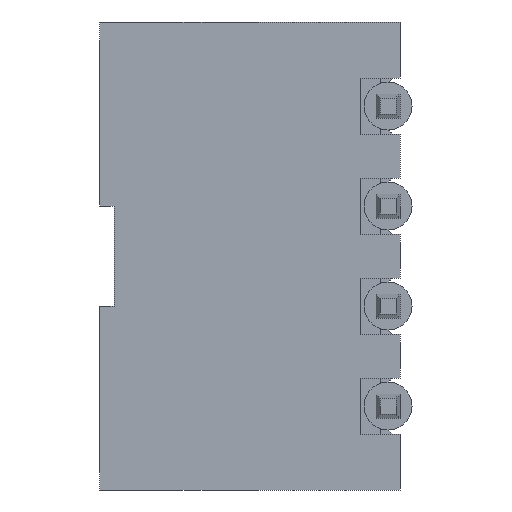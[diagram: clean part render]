
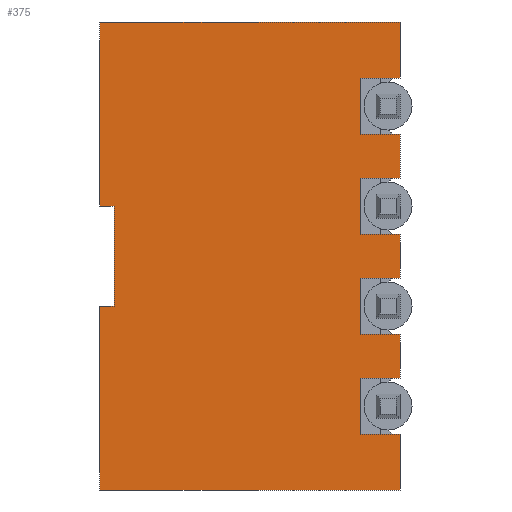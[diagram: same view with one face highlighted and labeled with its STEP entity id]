
A CAD part, front view. The second image highlights one B-rep face of the part: STEP entity #375.
In plain terms, the highlighted planar face has unit normal (0, -1, 0).
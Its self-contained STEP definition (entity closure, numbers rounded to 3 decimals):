
#375=ADVANCED_FACE('',(#964),#965,.T.);
#964=FACE_OUTER_BOUND('',#1766,.T.);
#965=PLANE('',#1767);
#1766=EDGE_LOOP('',(#2987,#2988,#2989,#2990,#2991,#2992,#2993,#2994,#2995,#2996,#2997,#2998,#2999,#3000,#3001,#3002,#3003,#3004,#3005,#3006,#3007,#3008,#3009,#3010));
#1767=AXIS2_PLACEMENT_3D('',#3011,#3012,#3013);
#2987=ORIENTED_EDGE('',*,*,#5145,.F.);
#2988=ORIENTED_EDGE('',*,*,#5146,.T.);
#2989=ORIENTED_EDGE('',*,*,#5147,.F.);
#2990=ORIENTED_EDGE('',*,*,#5148,.F.);
#2991=ORIENTED_EDGE('',*,*,#5149,.F.);
#2992=ORIENTED_EDGE('',*,*,#5150,.F.);
#2993=ORIENTED_EDGE('',*,*,#5151,.T.);
#2994=ORIENTED_EDGE('',*,*,#4868,.T.);
#2995=ORIENTED_EDGE('',*,*,#5152,.T.);
#2996=ORIENTED_EDGE('',*,*,#5153,.F.);
#2997=ORIENTED_EDGE('',*,*,#5154,.T.);
#2998=ORIENTED_EDGE('',*,*,#4864,.T.);
#2999=ORIENTED_EDGE('',*,*,#5155,.T.);
#3000=ORIENTED_EDGE('',*,*,#5156,.F.);
#3001=ORIENTED_EDGE('',*,*,#5157,.T.);
#3002=ORIENTED_EDGE('',*,*,#4878,.T.);
#3003=ORIENTED_EDGE('',*,*,#5158,.T.);
#3004=ORIENTED_EDGE('',*,*,#5159,.F.);
#3005=ORIENTED_EDGE('',*,*,#5160,.T.);
#3006=ORIENTED_EDGE('',*,*,#4874,.T.);
#3007=ORIENTED_EDGE('',*,*,#4810,.T.);
#3008=ORIENTED_EDGE('',*,*,#4824,.F.);
#3009=ORIENTED_EDGE('',*,*,#4953,.F.);
#3010=ORIENTED_EDGE('',*,*,#4989,.F.);
#3011=CARTESIAN_POINT('',(1.891,0.0,-18.237));
#3012=DIRECTION('',(0.0,-1.0,0.0));
#3013=DIRECTION('',(0.0,0.0,-1.0));
#4810=EDGE_CURVE('',#5755,#5756,#5757,.T.);
#4824=EDGE_CURVE('',#5779,#5756,#5781,.T.);
#4864=EDGE_CURVE('',#5848,#5849,#5850,.T.);
#4868=EDGE_CURVE('',#5857,#5855,#5858,.T.);
#4874=EDGE_CURVE('',#5867,#5755,#5868,.T.);
#4878=EDGE_CURVE('',#5875,#5873,#5876,.T.);
#4953=EDGE_CURVE('',#5997,#5779,#5998,.T.);
#4989=EDGE_CURVE('',#6060,#5997,#6062,.T.);
#5145=EDGE_CURVE('',#6325,#6060,#6326,.T.);
#5146=EDGE_CURVE('',#6325,#6327,#6328,.T.);
#5147=EDGE_CURVE('',#6329,#6327,#6330,.T.);
#5148=EDGE_CURVE('',#6331,#6329,#6332,.T.);
#5149=EDGE_CURVE('',#6333,#6331,#6334,.T.);
#5150=EDGE_CURVE('',#6335,#6333,#6336,.T.);
#5151=EDGE_CURVE('',#6335,#5857,#6337,.T.);
#5152=EDGE_CURVE('',#5855,#6338,#6339,.T.);
#5153=EDGE_CURVE('',#6340,#6338,#6341,.T.);
#5154=EDGE_CURVE('',#6340,#5848,#6342,.T.);
#5155=EDGE_CURVE('',#5849,#6343,#6344,.T.);
#5156=EDGE_CURVE('',#6345,#6343,#6346,.T.);
#5157=EDGE_CURVE('',#6345,#5875,#6347,.T.);
#5158=EDGE_CURVE('',#5873,#6348,#6349,.T.);
#5159=EDGE_CURVE('',#6350,#6348,#6351,.T.);
#5160=EDGE_CURVE('',#6350,#5867,#6352,.T.);
#5755=VERTEX_POINT('',#7154);
#5756=VERTEX_POINT('',#7155);
#5757=LINE('',#7156,#7157);
#5779=VERTEX_POINT('',#7189);
#5781=LINE('',#7192,#7193);
#5848=VERTEX_POINT('',#7293);
#5849=VERTEX_POINT('',#7294);
#5850=LINE('',#7295,#7296);
#5855=VERTEX_POINT('',#7303);
#5857=VERTEX_POINT('',#7306);
#5858=LINE('',#7307,#7308);
#5867=VERTEX_POINT('',#7322);
#5868=LINE('',#7323,#7324);
#5873=VERTEX_POINT('',#7331);
#5875=VERTEX_POINT('',#7334);
#5876=LINE('',#7335,#7336);
#5997=VERTEX_POINT('',#7517);
#5998=LINE('',#7518,#7519);
#6060=VERTEX_POINT('',#7622);
#6062=LINE('',#7625,#7626);
#6325=VERTEX_POINT('',#8012);
#6326=LINE('',#8013,#8014);
#6327=VERTEX_POINT('',#8015);
#6328=LINE('',#8016,#8017);
#6329=VERTEX_POINT('',#8018);
#6330=LINE('',#8019,#8020);
#6331=VERTEX_POINT('',#8021);
#6332=LINE('',#8022,#8023);
#6333=VERTEX_POINT('',#8024);
#6334=LINE('',#8025,#8026);
#6335=VERTEX_POINT('',#8027);
#6336=LINE('',#8028,#8029);
#6337=LINE('',#8030,#8031);
#6338=VERTEX_POINT('',#8032);
#6339=LINE('',#8033,#8034);
#6340=VERTEX_POINT('',#8035);
#6341=LINE('',#8036,#8037);
#6342=LINE('',#8038,#8039);
#6343=VERTEX_POINT('',#8040);
#6344=LINE('',#8041,#8042);
#6345=VERTEX_POINT('',#8043);
#6346=LINE('',#8044,#8045);
#6347=LINE('',#8046,#8047);
#6348=VERTEX_POINT('',#8048);
#6349=LINE('',#8049,#8050);
#6350=VERTEX_POINT('',#8051);
#6351=LINE('',#8052,#8053);
#6352=LINE('',#8054,#8055);
#7154=CARTESIAN_POINT('',(6.5,0.0,-1.4));
#7155=CARTESIAN_POINT('',(7.5,0.0,-1.4));
#7156=CARTESIAN_POINT('',(0.0,0.0,-1.4));
#7157=VECTOR('',#9212,1.0);
#7189=CARTESIAN_POINT('',(7.5,0.0,0.0));
#7192=CARTESIAN_POINT('',(7.5,0.0,-5.684));
#7193=VECTOR('',#9224,1.0);
#7293=CARTESIAN_POINT('',(6.5,0.0,-7.8));
#7294=CARTESIAN_POINT('',(6.5,0.0,-6.4));
#7295=CARTESIAN_POINT('',(6.5,0.0,-8.184));
#7296=VECTOR('',#9258,1.0);
#7303=CARTESIAN_POINT('',(6.5,0.0,-8.9));
#7306=CARTESIAN_POINT('',(6.5,0.0,-10.3));
#7307=CARTESIAN_POINT('',(6.5,0.0,-10.684));
#7308=VECTOR('',#9262,1.0);
#7322=CARTESIAN_POINT('',(6.5,0.0,-2.8));
#7323=CARTESIAN_POINT('',(6.5,0.0,-5.684));
#7324=VECTOR('',#9268,1.0);
#7331=CARTESIAN_POINT('',(6.5,0.0,-3.9));
#7334=CARTESIAN_POINT('',(6.5,0.0,-5.3));
#7335=CARTESIAN_POINT('',(6.5,0.0,-5.684));
#7336=VECTOR('',#9272,1.0);
#7517=CARTESIAN_POINT('',(0.0,0.0,0.0));
#7518=CARTESIAN_POINT('',(0.0,0.0,0.0));
#7519=VECTOR('',#9333,1.0);
#7622=CARTESIAN_POINT('',(0.0,0.0,-4.6));
#7625=CARTESIAN_POINT('',(0.0,0.0,-5.684));
#7626=VECTOR('',#9367,1.0);
#8012=CARTESIAN_POINT('',(0.35,0.0,-4.6));
#8013=CARTESIAN_POINT('',(0.0,0.0,-4.6));
#8014=VECTOR('',#9545,1.0);
#8015=CARTESIAN_POINT('',(0.35,0.0,-7.1));
#8016=CARTESIAN_POINT('',(0.35,0.0,-5.684));
#8017=VECTOR('',#9546,1.0);
#8018=CARTESIAN_POINT('',(0.0,0.0,-7.1));
#8019=CARTESIAN_POINT('',(0.0,0.0,-7.1));
#8020=VECTOR('',#9547,1.0);
#8021=CARTESIAN_POINT('',(0.0,0.0,-11.7));
#8022=CARTESIAN_POINT('',(0.0,0.0,-5.684));
#8023=VECTOR('',#9548,1.0);
#8024=CARTESIAN_POINT('',(7.5,0.0,-11.7));
#8025=CARTESIAN_POINT('',(0.0,0.0,-11.7));
#8026=VECTOR('',#9549,1.0);
#8027=CARTESIAN_POINT('',(7.5,0.0,-10.3));
#8028=CARTESIAN_POINT('',(7.5,0.0,-10.684));
#8029=VECTOR('',#9550,1.0);
#8030=CARTESIAN_POINT('',(0.0,0.0,-10.3));
#8031=VECTOR('',#9551,1.0);
#8032=CARTESIAN_POINT('',(7.5,0.0,-8.9));
#8033=CARTESIAN_POINT('',(0.0,0.0,-8.9));
#8034=VECTOR('',#9552,1.0);
#8035=CARTESIAN_POINT('',(7.5,0.0,-7.8));
#8036=CARTESIAN_POINT('',(7.5,0.0,-10.684));
#8037=VECTOR('',#9553,1.0);
#8038=CARTESIAN_POINT('',(0.0,0.0,-7.8));
#8039=VECTOR('',#9554,1.0);
#8040=CARTESIAN_POINT('',(7.5,0.0,-6.4));
#8041=CARTESIAN_POINT('',(0.0,0.0,-6.4));
#8042=VECTOR('',#9555,1.0);
#8043=CARTESIAN_POINT('',(7.5,0.0,-5.3));
#8044=CARTESIAN_POINT('',(7.5,0.0,-8.184));
#8045=VECTOR('',#9556,1.0);
#8046=CARTESIAN_POINT('',(0.0,0.0,-5.3));
#8047=VECTOR('',#9557,1.0);
#8048=CARTESIAN_POINT('',(7.5,0.0,-3.9));
#8049=CARTESIAN_POINT('',(0.0,0.0,-3.9));
#8050=VECTOR('',#9558,1.0);
#8051=CARTESIAN_POINT('',(7.5,0.0,-2.8));
#8052=CARTESIAN_POINT('',(7.5,0.0,-5.684));
#8053=VECTOR('',#9559,1.0);
#8054=CARTESIAN_POINT('',(0.0,0.0,-2.8));
#8055=VECTOR('',#9560,1.0);
#9212=DIRECTION('',(1.0,0.0,0.0));
#9224=DIRECTION('',(0.0,0.0,-1.0));
#9258=DIRECTION('',(0.0,0.0,1.0));
#9262=DIRECTION('',(0.0,0.0,1.0));
#9268=DIRECTION('',(0.0,0.0,1.0));
#9272=DIRECTION('',(0.0,0.0,1.0));
#9333=DIRECTION('',(1.0,0.0,0.0));
#9367=DIRECTION('',(0.0,0.0,1.0));
#9545=DIRECTION('',(-1.0,0.0,0.0));
#9546=DIRECTION('',(-0.0,-0.0,-1.0));
#9547=DIRECTION('',(1.0,0.0,0.0));
#9548=DIRECTION('',(0.0,0.0,1.0));
#9549=DIRECTION('',(-1.0,0.0,0.0));
#9550=DIRECTION('',(0.0,0.0,-1.0));
#9551=DIRECTION('',(-1.0,0.0,0.0));
#9552=DIRECTION('',(1.0,0.0,0.0));
#9553=DIRECTION('',(0.0,0.0,-1.0));
#9554=DIRECTION('',(-1.0,0.0,0.0));
#9555=DIRECTION('',(1.0,0.0,0.0));
#9556=DIRECTION('',(0.0,0.0,-1.0));
#9557=DIRECTION('',(-1.0,0.0,0.0));
#9558=DIRECTION('',(1.0,0.0,0.0));
#9559=DIRECTION('',(0.0,0.0,-1.0));
#9560=DIRECTION('',(-1.0,0.0,0.0));
